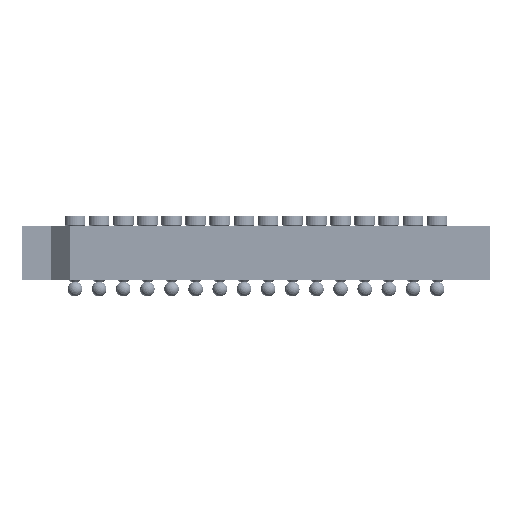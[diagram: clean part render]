
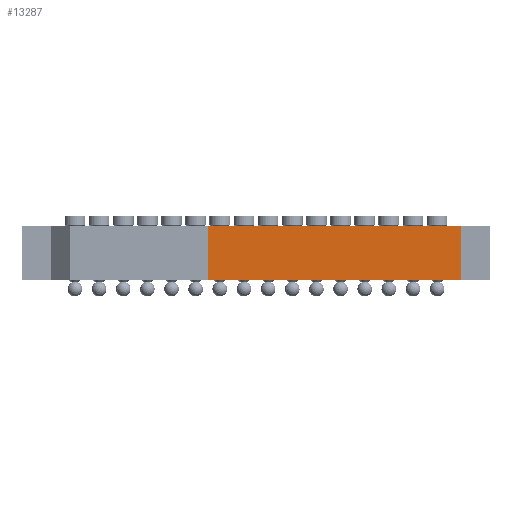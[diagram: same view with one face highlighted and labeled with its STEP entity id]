
A CAD part, front view. The second image highlights one B-rep face of the part: STEP entity #13287.
In plain terms, the highlighted planar face has unit normal (0, -1, 0).
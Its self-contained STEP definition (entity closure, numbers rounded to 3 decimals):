
#2615=LINE('',#23720,#2846);
#2617=LINE('',#23724,#2848);
#2618=LINE('',#23726,#2849);
#2619=LINE('',#23727,#2850);
#2846=VECTOR('',#18889,2.24);
#2848=VECTOR('',#18893,10.5);
#2849=VECTOR('',#18894,2.24);
#2850=VECTOR('',#18895,10.5);
#3756=PLANE('',#15085);
#5257=FACE_OUTER_BOUND('',#6450,.T.);
#6450=EDGE_LOOP('',(#11762,#11763,#11764,#11765));
#8588=VERTEX_POINT('',#23717);
#8589=VERTEX_POINT('',#23719);
#8590=VERTEX_POINT('',#23723);
#8591=VERTEX_POINT('',#23725);
#10009=EDGE_CURVE('',#8589,#8588,#2615,.T.);
#10011=EDGE_CURVE('',#8588,#8590,#2617,.T.);
#10012=EDGE_CURVE('',#8591,#8590,#2618,.T.);
#10013=EDGE_CURVE('',#8589,#8591,#2619,.T.);
#11762=ORIENTED_EDGE('',*,*,#10011,.T.);
#11763=ORIENTED_EDGE('',*,*,#10012,.F.);
#11764=ORIENTED_EDGE('',*,*,#10013,.F.);
#11765=ORIENTED_EDGE('',*,*,#10009,.T.);
#13287=ADVANCED_FACE('',(#5257),#3756,.T.);
#15085=AXIS2_PLACEMENT_3D('',#23722,#18891,#18892);
#18889=DIRECTION('',(0.,0.,1.));
#18891=DIRECTION('center_axis',(0.,-1.,0.));
#18892=DIRECTION('ref_axis',(0.,0.,-1.));
#18893=DIRECTION('',(-1.,0.,0.));
#18894=DIRECTION('',(0.,0.,1.));
#18895=DIRECTION('',(-1.,0.,0.));
#23717=CARTESIAN_POINT('',(17.,0.,2.24));
#23719=CARTESIAN_POINT('',(17.,0.,0.));
#23720=CARTESIAN_POINT('',(17.,0.,0.));
#23722=CARTESIAN_POINT('Origin',(17.,0.,0.));
#23723=CARTESIAN_POINT('',(6.5,0.,2.24));
#23724=CARTESIAN_POINT('',(17.,0.,2.24));
#23725=CARTESIAN_POINT('',(6.5,0.,0.));
#23726=CARTESIAN_POINT('',(6.5,0.,0.));
#23727=CARTESIAN_POINT('',(17.,0.,0.));
